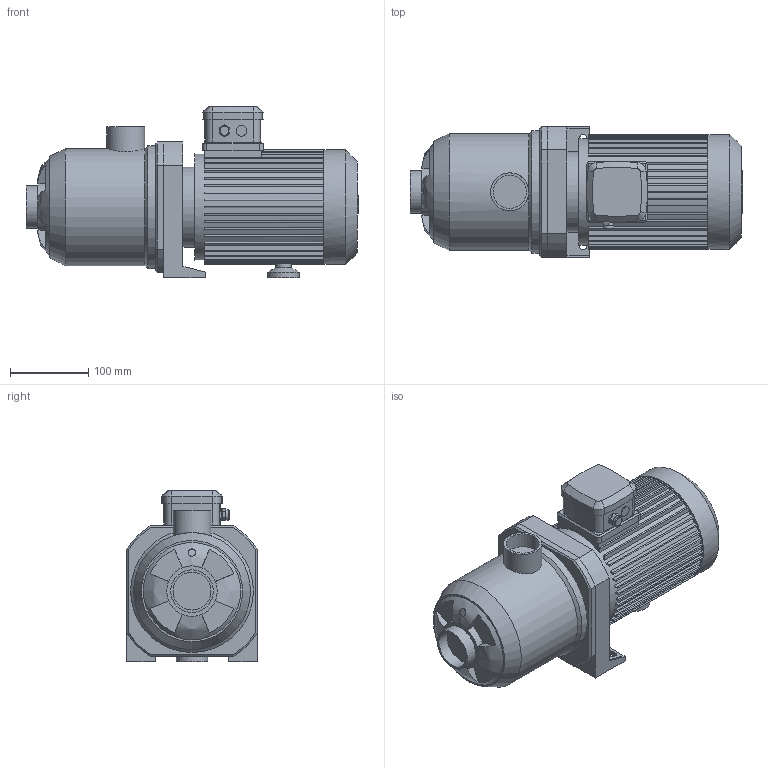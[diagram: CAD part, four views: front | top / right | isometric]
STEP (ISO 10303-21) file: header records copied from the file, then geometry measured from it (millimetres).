
FILE_DESCRIPTION(/* description */ (''),/* implementation_level */ '2;1');
FILE_NAME(/* name */ '3d_MEDANACH1-L.1003-2_V_E_10T-4235359.stp',/* time_stamp */ '2020-11-04T13:30:02+01:00',/* author */ ('Andrzej'),/* organization */ (''),/* preprocessor_version */ 'ST-DEVELOPER v16.13',/* originating_system */ 'AutoCAD Mechanical',/* authorisation */ '');
FILE_SCHEMA (('AUTOMOTIVE_DESIGN { 1 0 10303 214 3 1 1 }'));
Length unit declared in the file: millimetre
Products named in the file (1): Product
Bounding box: 423 x 166 x 218.5 mm (x, y, z)
Volume: 7067790.7 mm3; surface area: 460422.7 mm2
Topology: 10 solids, 10 shells, 398 faces, 1048 edges, 683 vertices
Faces by surface type: plane 251, cylinder 101, bspline 25, cone 20, torus 1
Full cylindrical faces by diameter (mm): 10 x1, 12 x1, 13.5 x2, 20 x1, 40 x1, 42.4 x1, 48.3 x1, 48.4 x1, 54.3 x1, 102.2 x1, 136 x1, 146 x1, 149 x1, 156.5 x1
Entity records: 12638 total; most frequent: CARTESIAN_POINT 2751, ORIENTED_EDGE 2048, DIRECTION 2029, EDGE_CURVE 1024, AXIS2_PLACEMENT_3D 693, VERTEX_POINT 679, LINE 643, VECTOR 643
